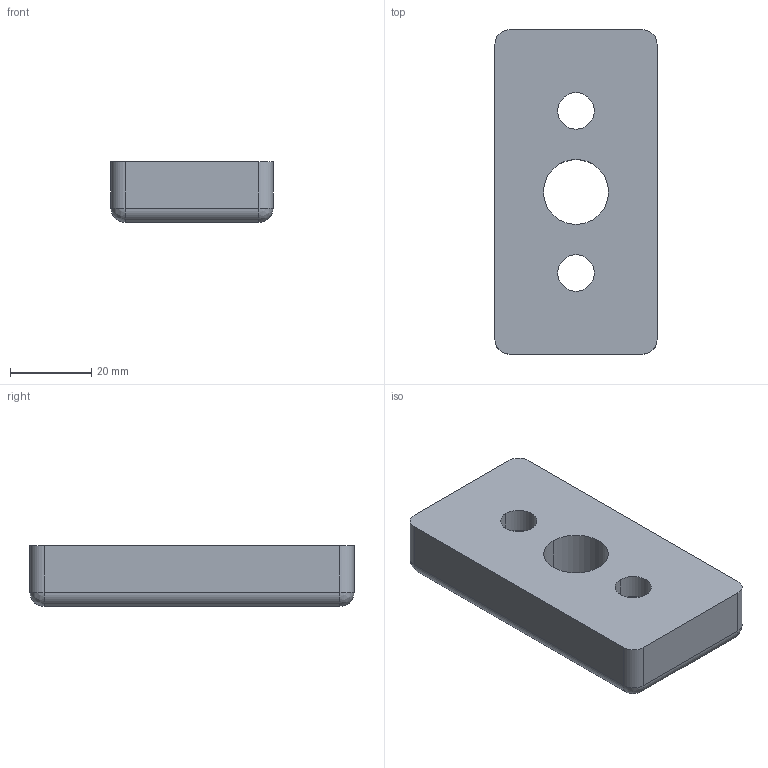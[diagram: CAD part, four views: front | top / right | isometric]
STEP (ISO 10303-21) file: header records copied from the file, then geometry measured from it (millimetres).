
FILE_DESCRIPTION((''),'2;1');
FILE_NAME('SZ0232V.stp','2009-07-27T13:35:21',(''),(''),'Mechanical Desktop 2007','Mechanical Desktop 2007',', , ');
FILE_SCHEMA(('CONFIG_CONTROL_DESIGN'));
Length unit declared in the file: millimetre
Products named in the file (1): SZ0232V
Bounding box: 40 x 80 x 15 mm (x, y, z)
Volume: 40279.6 mm3; surface area: 10816.4 mm2
Topology: 1 solids, 1 shells, 30 faces, 70 edges, 40 vertices
Faces by surface type: bspline 30
Entity records: 1259 total; most frequent: CARTESIAN_POINT 571, ORIENTED_EDGE 132, DIRECTION 104, EDGE_CURVE 66, VERTEX_POINT 40, EDGE_LOOP 38, AXIS2_PLACEMENT_3D 37, CIRCLE 36
